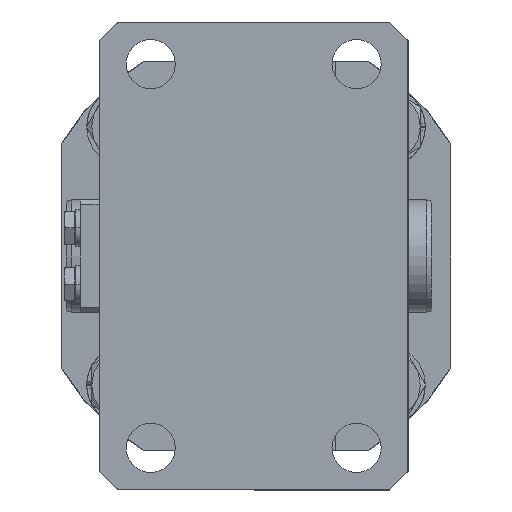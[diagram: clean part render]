
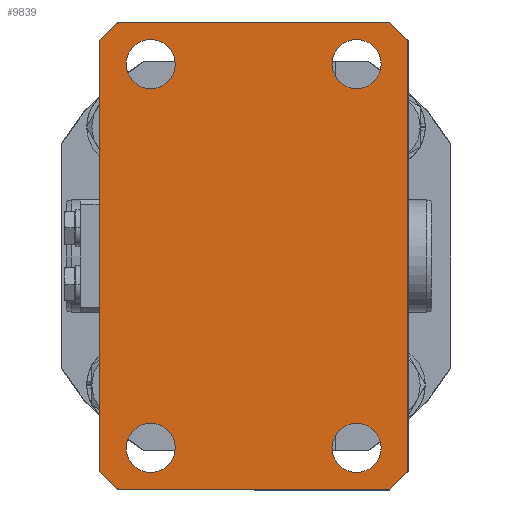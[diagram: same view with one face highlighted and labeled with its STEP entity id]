
A CAD part, left-side view. The second image highlights one B-rep face of the part: STEP entity #9839.
In plain terms, the highlighted planar face has unit normal (-1, 0, 0).
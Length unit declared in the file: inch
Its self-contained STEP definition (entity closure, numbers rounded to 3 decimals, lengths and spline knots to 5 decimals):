
#70 = CARTESIAN_POINT ( 'NONE',  ( -17.625, 1.407, -2.8901 ) ) ;
#207 = CARTESIAN_POINT ( 'NONE',  ( -17.625, 1.407, 2.2339 ) ) ;
#258 = ORIENTED_EDGE ( 'NONE', *, *, #5763, .T. ) ;
#348 = FACE_OUTER_BOUND ( 'NONE', #4914, .T. ) ;
#535 = ORIENTED_EDGE ( 'NONE', *, *, #26697, .T. ) ;
#953 = AXIS2_PLACEMENT_3D ( 'NONE', #23204, #36904, #6063 ) ;
#1323 = CARTESIAN_POINT ( 'NONE',  ( -17.625, -2.43322, 2.46521 ) ) ;
#1544 = EDGE_CURVE ( 'NONE', #28216, #42761, #9627, .T. ) ;
#1910 = ORIENTED_EDGE ( 'NONE', *, *, #43097, .T. ) ;
#2532 = ORIENTED_EDGE ( 'NONE', *, *, #1544, .T. ) ;
#2575 = VECTOR ( 'NONE', #37806, 39.37008 ) ;
#2638 = CARTESIAN_POINT ( 'NONE',  ( -17.625, 2.0895, -2.87293 ) ) ;
#3558 = CARTESIAN_POINT ( 'NONE',  ( -17.625, -1.343, 2.562 ) ) ;
#3707 = EDGE_CURVE ( 'NONE', #21368, #27841, #24048, .T. ) ;
#4005 = CIRCLE ( 'NONE', #29184, 0.3281 ) ;
#4023 = EDGE_CURVE ( 'NONE', #38846, #10820, #43066, .T. ) ;
#4109 = AXIS2_PLACEMENT_3D ( 'NONE', #26242, #39874, #9103 ) ;
#4280 = ORIENTED_EDGE ( 'NONE', *, *, #4023, .T. ) ;
#4499 = VERTEX_POINT ( 'NONE', #8827 ) ;
#4528 = CIRCLE ( 'NONE', #29727, 0.3281 ) ;
#4567 = AXIS2_PLACEMENT_3D ( 'NONE', #23078, #36761, #5924 ) ;
#4914 = EDGE_LOOP ( 'NONE', ( #5247, #20263, #36964, #535, #42688, #1910, #14886, #7390 ) ) ;
#5169 = EDGE_CURVE ( 'NONE', #7516, #12262, #9293, .T. ) ;
#5247 = ORIENTED_EDGE ( 'NONE', *, *, #5169, .T. ) ;
#5763 = EDGE_CURVE ( 'NONE', #27841, #21368, #37731, .T. ) ;
#5924 = DIRECTION ( 'NONE',  ( 0., 0., -1. ) ) ;
#6063 = DIRECTION ( 'NONE',  ( 0., 0., -1. ) ) ;
#6796 = CARTESIAN_POINT ( 'NONE',  ( -17.625, -1.7805, -3.12 ) ) ;
#7390 = ORIENTED_EDGE ( 'NONE', *, *, #12816, .T. ) ;
#7516 = VERTEX_POINT ( 'NONE', #38030 ) ;
#8116 = CARTESIAN_POINT ( 'NONE',  ( -17.625, -1.343, 2.2339 ) ) ;
#8431 = EDGE_CURVE ( 'NONE', #42761, #28216, #20381, .T. ) ;
#8827 = CARTESIAN_POINT ( 'NONE',  ( -17.625, -1.77843, 3.12 ) ) ;
#9022 = CARTESIAN_POINT ( 'NONE',  ( -17.625, -2.43322, -2.46521 ) ) ;
#9103 = DIRECTION ( 'NONE',  ( 0., 0., -1. ) ) ;
#9174 = EDGE_CURVE ( 'NONE', #43646, #12870, #37629, .T. ) ;
#9293 = LINE ( 'NONE', #23043, #26880 ) ;
#9307 = DIRECTION ( 'NONE',  ( 1., 0., 0. ) ) ;
#9627 = CIRCLE ( 'NONE', #34778, 0.3281 ) ;
#9839 = ADVANCED_FACE ( 'NONE', ( #348, #14072, #27813, #41476, #10703 ), #24448, .T. ) ;
#10321 = VERTEX_POINT ( 'NONE', #37570 ) ;
#10388 = EDGE_CURVE ( 'NONE', #10321, #11263, #42418, .T. ) ;
#10391 = LINE ( 'NONE', #24147, #2575 ) ;
#10703 = FACE_BOUND ( 'NONE', #31779, .T. ) ;
#10820 = VERTEX_POINT ( 'NONE', #8116 ) ;
#10889 = EDGE_LOOP ( 'NONE', ( #33239, #4280 ) ) ;
#11145 = DIRECTION ( 'NONE',  ( 0., 0., 1. ) ) ;
#11263 = VERTEX_POINT ( 'NONE', #2638 ) ;
#11670 = CARTESIAN_POINT ( 'NONE',  ( -17.625, 2.0895, -2.875 ) ) ;
#11729 = LINE ( 'NONE', #25492, #27128 ) ;
#12262 = VERTEX_POINT ( 'NONE', #26262 ) ;
#12816 = EDGE_CURVE ( 'NONE', #12870, #7516, #39792, .T. ) ;
#12870 = VERTEX_POINT ( 'NONE', #27477 ) ;
#13022 = DIRECTION ( 'NONE',  ( 0., 0., -1. ) ) ;
#13557 = ORIENTED_EDGE ( 'NONE', *, *, #3707, .T. ) ;
#13663 = DIRECTION ( 'NONE',  ( 0., -0.707, -0.707 ) ) ;
#14072 = FACE_BOUND ( 'NONE', #33353, .T. ) ;
#14372 = CARTESIAN_POINT ( 'NONE',  ( -17.625, 1.407, 2.562 ) ) ;
#14775 = CARTESIAN_POINT ( 'NONE',  ( -17.625, -1.343, -2.562 ) ) ;
#14886 = ORIENTED_EDGE ( 'NONE', *, *, #9174, .T. ) ;
#15058 = DIRECTION ( 'NONE',  ( 0., 0.707, 0.707 ) ) ;
#15561 = EDGE_CURVE ( 'NONE', #10820, #38846, #4005, .T. ) ;
#16428 = EDGE_CURVE ( 'NONE', #43350, #42936, #23563, .T. ) ;
#17309 = DIRECTION ( 'NONE',  ( 1., 0., 0. ) ) ;
#20263 = ORIENTED_EDGE ( 'NONE', *, *, #24846, .T. ) ;
#20381 = CIRCLE ( 'NONE', #953, 0.3281 ) ;
#20544 = DIRECTION ( 'NONE',  ( 0., -1., 0. ) ) ;
#21324 = VERTEX_POINT ( 'NONE', #42264 ) ;
#21368 = VERTEX_POINT ( 'NONE', #25931 ) ;
#22407 = VECTOR ( 'NONE', #15058, 39.37008 ) ;
#22759 = DIRECTION ( 'NONE',  ( 0., -0.707, 0.707 ) ) ;
#23043 = CARTESIAN_POINT ( 'NONE',  ( -17.625, -2.0255, 2.875 ) ) ;
#23056 = DIRECTION ( 'NONE',  ( 0., 0., -1. ) ) ;
#23078 = CARTESIAN_POINT ( 'NONE',  ( -17.625, -1.343, -2.562 ) ) ;
#23204 = CARTESIAN_POINT ( 'NONE',  ( -17.625, 1.407, 2.562 ) ) ;
#23502 = CARTESIAN_POINT ( 'NONE',  ( -17.625, 1.84242, -3.12 ) ) ;
#23563 = CIRCLE ( 'NONE', #4109, 0.3281 ) ;
#23774 = AXIS2_PLACEMENT_3D ( 'NONE', #3558, #17309, #31049 ) ;
#24048 = CIRCLE ( 'NONE', #4567, 0.3281 ) ;
#24147 = CARTESIAN_POINT ( 'NONE',  ( -17.625, 1.8445, 3.12 ) ) ;
#24448 = PLANE ( 'NONE',  #36996 ) ;
#24846 = EDGE_CURVE ( 'NONE', #12262, #4499, #32166, .T. ) ;
#25439 = DIRECTION ( 'NONE',  ( 0., 0., -1. ) ) ;
#25492 = CARTESIAN_POINT ( 'NONE',  ( -17.625, 2.49721, 2.46521 ) ) ;
#25931 = CARTESIAN_POINT ( 'NONE',  ( -17.625, -1.343, -2.2339 ) ) ;
#26215 = CARTESIAN_POINT ( 'NONE',  ( -17.625, 1.407, 2.8901 ) ) ;
#26242 = CARTESIAN_POINT ( 'NONE',  ( -17.625, 1.407, -2.562 ) ) ;
#26262 = CARTESIAN_POINT ( 'NONE',  ( -17.625, -2.0255, 2.87293 ) ) ;
#26697 = EDGE_CURVE ( 'NONE', #21324, #10321, #11729, .T. ) ;
#26880 = VECTOR ( 'NONE', #36729, 39.37008 ) ;
#27128 = VECTOR ( 'NONE', #39124, 39.37008 ) ;
#27477 = CARTESIAN_POINT ( 'NONE',  ( -17.625, -1.77843, -3.12 ) ) ;
#27813 = FACE_BOUND ( 'NONE', #10889, .T. ) ;
#27841 = VERTEX_POINT ( 'NONE', #43860 ) ;
#27946 = EDGE_CURVE ( 'NONE', #4499, #21324, #10391, .T. ) ;
#28109 = DIRECTION ( 'NONE',  ( 1., 0., 0. ) ) ;
#28216 = VERTEX_POINT ( 'NONE', #207 ) ;
#28232 = CARTESIAN_POINT ( 'NONE',  ( -17.625, 0.032, 0. ) ) ;
#28504 = DIRECTION ( 'NONE',  ( 1., 0., 0. ) ) ;
#29184 = AXIS2_PLACEMENT_3D ( 'NONE', #29787, #9307, #23056 ) ;
#29727 = AXIS2_PLACEMENT_3D ( 'NONE', #30126, #43798, #13022 ) ;
#29787 = CARTESIAN_POINT ( 'NONE',  ( -17.625, -1.343, 2.562 ) ) ;
#29977 = EDGE_LOOP ( 'NONE', ( #34414, #33166 ) ) ;
#30126 = CARTESIAN_POINT ( 'NONE',  ( -17.625, 1.407, -2.562 ) ) ;
#30774 = LINE ( 'NONE', #44433, #34806 ) ;
#31049 = DIRECTION ( 'NONE',  ( 0., 0., -1. ) ) ;
#31779 = EDGE_LOOP ( 'NONE', ( #258, #13557 ) ) ;
#31865 = EDGE_CURVE ( 'NONE', #42936, #43350, #4528, .T. ) ;
#32166 = LINE ( 'NONE', #1323, #22407 ) ;
#32544 = ORIENTED_EDGE ( 'NONE', *, *, #8431, .T. ) ;
#33166 = ORIENTED_EDGE ( 'NONE', *, *, #16428, .T. ) ;
#33239 = ORIENTED_EDGE ( 'NONE', *, *, #15561, .T. ) ;
#33353 = EDGE_LOOP ( 'NONE', ( #2532, #32544 ) ) ;
#34414 = ORIENTED_EDGE ( 'NONE', *, *, #31865, .T. ) ;
#34778 = AXIS2_PLACEMENT_3D ( 'NONE', #14372, #28109, #41777 ) ;
#34806 = VECTOR ( 'NONE', #13663, 39.37008 ) ;
#35717 = VECTOR ( 'NONE', #22759, 39.37008 ) ;
#36729 = DIRECTION ( 'NONE',  ( 0., 0., 1. ) ) ;
#36761 = DIRECTION ( 'NONE',  ( 1., 0., 0. ) ) ;
#36823 = CARTESIAN_POINT ( 'NONE',  ( -17.625, -1.343, 2.8901 ) ) ;
#36904 = DIRECTION ( 'NONE',  ( 1., 0., 0. ) ) ;
#36964 = ORIENTED_EDGE ( 'NONE', *, *, #27946, .T. ) ;
#36996 = AXIS2_PLACEMENT_3D ( 'NONE', #28232, #41907, #11145 ) ;
#37570 = CARTESIAN_POINT ( 'NONE',  ( -17.625, 2.0895, 2.87293 ) ) ;
#37629 = LINE ( 'NONE', #6796, #43368 ) ;
#37731 = CIRCLE ( 'NONE', #43428, 0.3281 ) ;
#37806 = DIRECTION ( 'NONE',  ( 0., 1., 0. ) ) ;
#38030 = CARTESIAN_POINT ( 'NONE',  ( -17.625, -2.0255, -2.87293 ) ) ;
#38846 = VERTEX_POINT ( 'NONE', #36823 ) ;
#39124 = DIRECTION ( 'NONE',  ( 0., 0.707, -0.707 ) ) ;
#39792 = LINE ( 'NONE', #9022, #35717 ) ;
#39874 = DIRECTION ( 'NONE',  ( 1., 0., 0. ) ) ;
#40706 = VECTOR ( 'NONE', #25439, 39.37008 ) ;
#41476 = FACE_BOUND ( 'NONE', #29977, .T. ) ;
#41777 = DIRECTION ( 'NONE',  ( 0., 0., -1. ) ) ;
#41907 = DIRECTION ( 'NONE',  ( -1., 0., 0. ) ) ;
#42170 = DIRECTION ( 'NONE',  ( 0., 0., -1. ) ) ;
#42264 = CARTESIAN_POINT ( 'NONE',  ( -17.625, 1.84242, 3.12 ) ) ;
#42418 = LINE ( 'NONE', #11670, #40706 ) ;
#42688 = ORIENTED_EDGE ( 'NONE', *, *, #10388, .T. ) ;
#42761 = VERTEX_POINT ( 'NONE', #26215 ) ;
#42936 = VERTEX_POINT ( 'NONE', #70 ) ;
#43066 = CIRCLE ( 'NONE', #23774, 0.3281 ) ;
#43097 = EDGE_CURVE ( 'NONE', #11263, #43646, #30774, .T. ) ;
#43350 = VERTEX_POINT ( 'NONE', #43936 ) ;
#43368 = VECTOR ( 'NONE', #20544, 39.37008 ) ;
#43428 = AXIS2_PLACEMENT_3D ( 'NONE', #14775, #28504, #42170 ) ;
#43646 = VERTEX_POINT ( 'NONE', #23502 ) ;
#43798 = DIRECTION ( 'NONE',  ( 1., 0., 0. ) ) ;
#43860 = CARTESIAN_POINT ( 'NONE',  ( -17.625, -1.343, -2.8901 ) ) ;
#43936 = CARTESIAN_POINT ( 'NONE',  ( -17.625, 1.407, -2.2339 ) ) ;
#44433 = CARTESIAN_POINT ( 'NONE',  ( -17.625, 2.49721, -2.46521 ) ) ;
